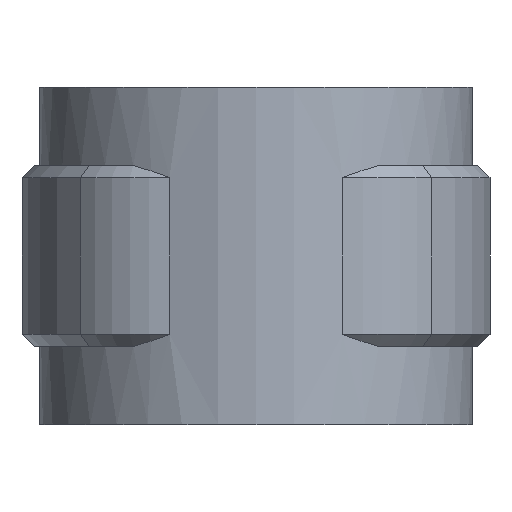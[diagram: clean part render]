
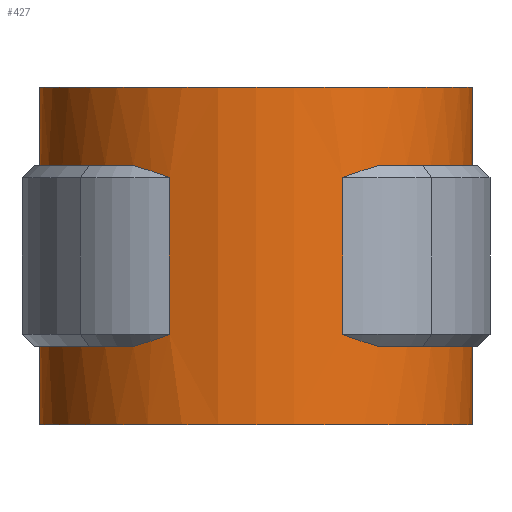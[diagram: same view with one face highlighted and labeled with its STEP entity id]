
A CAD part, front view. The second image highlights one B-rep face of the part: STEP entity #427.
In plain terms, the highlighted cylindrical face has radius 17.935 mm (diameter 35.87 mm), a partial arc.
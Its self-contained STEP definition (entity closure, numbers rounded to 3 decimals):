
#427 = ADVANCED_FACE( '', ( #843 ), #844, .T. );
#843 = FACE_OUTER_BOUND( '', #1763, .T. );
#844 = CYLINDRICAL_SURFACE( '', #1764, 17.935 );
#1763 = EDGE_LOOP( '', ( #3690, #3691, #3692, #3693, #3694, #3695, #3696, #3697, #3698, #3699, #3700, #3701, #3702, #3703, #3704, #3705 ) );
#1764 = AXIS2_PLACEMENT_3D( '', #3706, #3707, #3708 );
#3690 = ORIENTED_EDGE( '', *, *, #6428, .F. );
#3691 = ORIENTED_EDGE( '', *, *, #6425, .T. );
#3692 = ORIENTED_EDGE( '', *, *, #6429, .T. );
#3693 = ORIENTED_EDGE( '', *, *, #6430, .T. );
#3694 = ORIENTED_EDGE( '', *, *, #6431, .T. );
#3695 = ORIENTED_EDGE( '', *, *, #6432, .T. );
#3696 = ORIENTED_EDGE( '', *, *, #6433, .T. );
#3697 = ORIENTED_EDGE( '', *, *, #6357, .F. );
#3698 = ORIENTED_EDGE( '', *, *, #6434, .T. );
#3699 = ORIENTED_EDGE( '', *, *, #6435, .T. );
#3700 = ORIENTED_EDGE( '', *, *, #6436, .T. );
#3701 = ORIENTED_EDGE( '', *, *, #6437, .T. );
#3702 = ORIENTED_EDGE( '', *, *, #6438, .F. );
#3703 = ORIENTED_EDGE( '', *, *, #6351, .F. );
#3704 = ORIENTED_EDGE( '', *, *, #6349, .F. );
#3705 = ORIENTED_EDGE( '', *, *, #6439, .T. );
#3706 = CARTESIAN_POINT( '', ( 0., 0., -26.5 ) );
#3707 = DIRECTION( '', ( 0., 0., -1. ) );
#3708 = DIRECTION( '', ( 0., -1., 0. ) );
#6349 = EDGE_CURVE( '', #7363, #7346, #7365, .T. );
#6351 = EDGE_CURVE( '', #7346, #7368, #7369, .T. );
#6357 = EDGE_CURVE( '', #7378, #7380, #7381, .T. );
#6425 = EDGE_CURVE( '', #7502, #7500, #7503, .T. );
#6428 = EDGE_CURVE( '', #7502, #7506, #7507, .T. );
#6429 = EDGE_CURVE( '', #7500, #7508, #7509, .T. );
#6430 = EDGE_CURVE( '', #7508, #7510, #7511, .T. );
#6431 = EDGE_CURVE( '', #7510, #7512, #7513, .T. );
#6432 = EDGE_CURVE( '', #7512, #7514, #7515, .T. );
#6433 = EDGE_CURVE( '', #7514, #7380, #7516, .T. );
#6434 = EDGE_CURVE( '', #7378, #7517, #7518, .T. );
#6435 = EDGE_CURVE( '', #7517, #7519, #7520, .T. );
#6436 = EDGE_CURVE( '', #7519, #7521, #7522, .F. );
#6437 = EDGE_CURVE( '', #7521, #7523, #7524, .T. );
#6438 = EDGE_CURVE( '', #7368, #7523, #7525, .T. );
#6439 = EDGE_CURVE( '', #7363, #7506, #7526, .T. );
#7346 = VERTEX_POINT( '', #9582 );
#7363 = VERTEX_POINT( '', #9604 );
#7365 = CIRCLE( '', #9607, 17.935 );
#7368 = VERTEX_POINT( '', #9611 );
#7369 = LINE( '', #9612, #9613 );
#7378 = VERTEX_POINT( '', #9630 );
#7380 = VERTEX_POINT( '', #9633 );
#7381 = LINE( '', #9634, #9635 );
#7500 = VERTEX_POINT( '', #9945 );
#7502 = VERTEX_POINT( '', #9947 );
#7503 = B_SPLINE_CURVE_WITH_KNOTS( '', 3, ( #9948, #9949, #9950, #9951 ), .UNSPECIFIED., .F., .F., ( 4, 4 ), ( 0., 0.004 ), .UNSPECIFIED. );
#7506 = VERTEX_POINT( '', #9955 );
#7507 = CIRCLE( '', #9956, 17.935 );
#7508 = VERTEX_POINT( '', #9957 );
#7509 = LINE( '', #9958, #9959 );
#7510 = VERTEX_POINT( '', #9960 );
#7511 = B_SPLINE_CURVE_WITH_KNOTS( '', 3, ( #9961, #9962, #9963, #9964 ), .UNSPECIFIED., .F., .F., ( 4, 4 ), ( 0., 0.004 ), .UNSPECIFIED. );
#7512 = VERTEX_POINT( '', #9965 );
#7513 = CIRCLE( '', #9966, 17.935 );
#7514 = VERTEX_POINT( '', #9967 );
#7515 = LINE( '', #9968, #9969 );
#7516 = CIRCLE( '', #9970, 17.935 );
#7517 = VERTEX_POINT( '', #9971 );
#7518 = CIRCLE( '', #9972, 17.935 );
#7519 = VERTEX_POINT( '', #9973 );
#7520 = B_SPLINE_CURVE_WITH_KNOTS( '', 3, ( #9974, #9975, #9976, #9977 ), .UNSPECIFIED., .F., .F., ( 4, 4 ), ( 0., 0.004 ), .UNSPECIFIED. );
#7521 = VERTEX_POINT( '', #9978 );
#7522 = LINE( '', #9979, #9980 );
#7523 = VERTEX_POINT( '', #9981 );
#7524 = B_SPLINE_CURVE_WITH_KNOTS( '', 3, ( #9982, #9983, #9984, #9985 ), .UNSPECIFIED., .F., .F., ( 4, 4 ), ( 0., 0.004 ), .UNSPECIFIED. );
#7525 = CIRCLE( '', #9986, 17.935 );
#7526 = LINE( '', #9987, #9988 );
#9582 = CARTESIAN_POINT( '', ( -6.1, 16.866, -26.5 ) );
#9604 = CARTESIAN_POINT( '', ( 6.1, 16.866, -26.5 ) );
#9607 = AXIS2_PLACEMENT_3D( '', #12351, #12352, #12353 );
#9611 = CARTESIAN_POINT( '', ( -6.1, 16.866, -20. ) );
#9612 = CARTESIAN_POINT( '', ( -6.1, 16.866, -26.5 ) );
#9613 = VECTOR( '', #12355, 1000. );
#9630 = CARTESIAN_POINT( '', ( -6.1, 16.866, -5. ) );
#9633 = CARTESIAN_POINT( '', ( -6.1, 16.866, 1.5 ) );
#9634 = CARTESIAN_POINT( '', ( -6.1, 16.866, -26.5 ) );
#9635 = VECTOR( '', #12359, 1000. );
#9945 = CARTESIAN_POINT( '', ( 7.172, -16.439, -19. ) );
#9947 = CARTESIAN_POINT( '', ( 10.174, -14.77, -20. ) );
#9948 = CARTESIAN_POINT( '', ( 10.174, -14.77, -20. ) );
#9949 = CARTESIAN_POINT( '', ( 9.209, -15.435, -19.74 ) );
#9950 = CARTESIAN_POINT( '', ( 8.209, -15.986, -19.398 ) );
#9951 = CARTESIAN_POINT( '', ( 7.172, -16.439, -19. ) );
#9955 = CARTESIAN_POINT( '', ( 6.1, 16.866, -20. ) );
#9956 = AXIS2_PLACEMENT_3D( '', #12457, #12458, #12459 );
#9957 = CARTESIAN_POINT( '', ( 7.172, -16.439, -6. ) );
#9958 = CARTESIAN_POINT( '', ( 7.172, -16.439, -12.5 ) );
#9959 = VECTOR( '', #12460, 1000. );
#9960 = CARTESIAN_POINT( '', ( 10.174, -14.77, -5. ) );
#9961 = CARTESIAN_POINT( '', ( 7.172, -16.439, -6. ) );
#9962 = CARTESIAN_POINT( '', ( 8.209, -15.986, -5.602 ) );
#9963 = CARTESIAN_POINT( '', ( 9.209, -15.435, -5.26 ) );
#9964 = CARTESIAN_POINT( '', ( 10.174, -14.77, -5. ) );
#9965 = CARTESIAN_POINT( '', ( 6.1, 16.866, -5. ) );
#9966 = AXIS2_PLACEMENT_3D( '', #12461, #12462, #12463 );
#9967 = CARTESIAN_POINT( '', ( 6.1, 16.866, 1.5 ) );
#9968 = CARTESIAN_POINT( '', ( 6.1, 16.866, -26.5 ) );
#9969 = VECTOR( '', #12464, 1000. );
#9970 = AXIS2_PLACEMENT_3D( '', #12465, #12466, #12467 );
#9971 = CARTESIAN_POINT( '', ( -10.174, -14.77, -5. ) );
#9972 = AXIS2_PLACEMENT_3D( '', #12468, #12469, #12470 );
#9973 = CARTESIAN_POINT( '', ( -7.172, -16.439, -6. ) );
#9974 = CARTESIAN_POINT( '', ( -10.174, -14.77, -5. ) );
#9975 = CARTESIAN_POINT( '', ( -9.209, -15.435, -5.26 ) );
#9976 = CARTESIAN_POINT( '', ( -8.209, -15.986, -5.602 ) );
#9977 = CARTESIAN_POINT( '', ( -7.172, -16.439, -6. ) );
#9978 = CARTESIAN_POINT( '', ( -7.172, -16.439, -19. ) );
#9979 = CARTESIAN_POINT( '', ( -7.172, -16.439, -12.5 ) );
#9980 = VECTOR( '', #12471, 1000. );
#9981 = CARTESIAN_POINT( '', ( -10.174, -14.77, -20. ) );
#9982 = CARTESIAN_POINT( '', ( -7.172, -16.439, -19. ) );
#9983 = CARTESIAN_POINT( '', ( -8.209, -15.986, -19.398 ) );
#9984 = CARTESIAN_POINT( '', ( -9.209, -15.435, -19.74 ) );
#9985 = CARTESIAN_POINT( '', ( -10.174, -14.77, -20. ) );
#9986 = AXIS2_PLACEMENT_3D( '', #12472, #12473, #12474 );
#9987 = CARTESIAN_POINT( '', ( 6.1, 16.866, -26.5 ) );
#9988 = VECTOR( '', #12475, 1000. );
#12351 = CARTESIAN_POINT( '', ( 0., 0., -26.5 ) );
#12352 = DIRECTION( '', ( 0., 0., -1. ) );
#12353 = DIRECTION( '', ( 1., 0., 0. ) );
#12355 = DIRECTION( '', ( 0., 0., 1. ) );
#12359 = DIRECTION( '', ( 0., 0., 1. ) );
#12457 = CARTESIAN_POINT( '', ( 0., 0., -20. ) );
#12458 = DIRECTION( '', ( 0., 0., 1. ) );
#12459 = DIRECTION( '', ( 1., 0., 0. ) );
#12460 = DIRECTION( '', ( 0., 0., 1. ) );
#12461 = CARTESIAN_POINT( '', ( 0., 0., -5. ) );
#12462 = DIRECTION( '', ( 0., 0., 1. ) );
#12463 = DIRECTION( '', ( 1., 0., 0. ) );
#12464 = DIRECTION( '', ( 0., 0., 1. ) );
#12465 = CARTESIAN_POINT( '', ( 0., 0., 1.5 ) );
#12466 = DIRECTION( '', ( 0., 0., -1. ) );
#12467 = DIRECTION( '', ( 1., 0., 0. ) );
#12468 = CARTESIAN_POINT( '', ( 0., 0., -5. ) );
#12469 = DIRECTION( '', ( 0., 0., 1. ) );
#12470 = DIRECTION( '', ( 1., 0., 0. ) );
#12471 = DIRECTION( '', ( 0., 0., 1. ) );
#12472 = CARTESIAN_POINT( '', ( 0., 0., -20. ) );
#12473 = DIRECTION( '', ( 0., 0., 1. ) );
#12474 = DIRECTION( '', ( 1., 0., 0. ) );
#12475 = DIRECTION( '', ( 0., 0., 1. ) );
